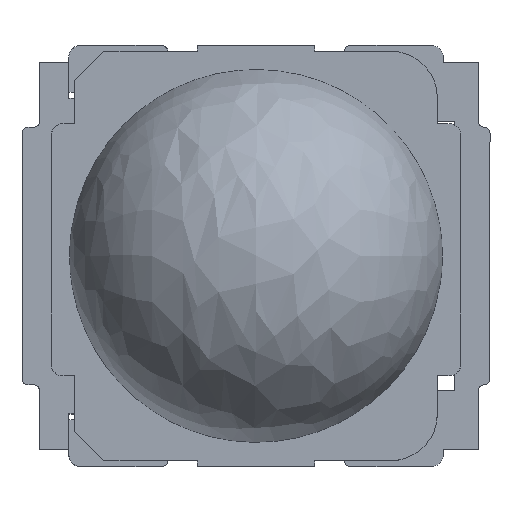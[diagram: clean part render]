
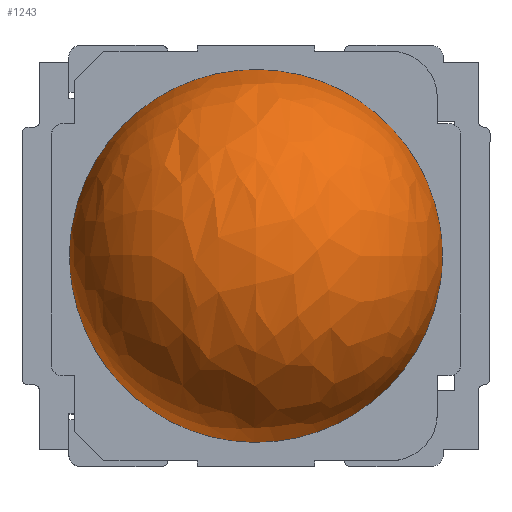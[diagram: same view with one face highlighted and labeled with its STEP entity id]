
A CAD part, top view. The second image highlights one B-rep face of the part: STEP entity #1243.
In plain terms, the highlighted free-form (B-spline) face has degree [3, 3] with [4, 4] control points.
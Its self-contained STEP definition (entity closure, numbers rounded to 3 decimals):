
#227 = CARTESIAN_POINT ( 'NONE',  ( -2.875, 0.669, -1.385 ) ) ;
#268 = B_SPLINE_CURVE_WITH_KNOTS ( 'NONE', 3,
 ( #2343, #1138, #2063, #3473, #2023, #2645, #3513, #824, #869, #3495, #2890, #1124, #1757, #2939, #2318, #1772, #1422, #860, #3244, #274, #3818, #1715, #883, #1453, #1185, #1161 ),
 .UNSPECIFIED., .F., .F.,
 ( 4, 2, 2, 2, 2, 2, 2, 2, 2, 2, 2, 2, 4 ),
 ( 0., 0.001, 0.001, 0.001, 0.002, 0.002, 0.003, 0.003, 0.003, 0.003, 0.004, 0.004, 0.005 ),
 .UNSPECIFIED. ) ;
#273 = CARTESIAN_POINT ( 'NONE',  ( 0.121, 0.459, 1.595 ) ) ;
#274 = CARTESIAN_POINT ( 'NONE',  ( -1.267, 0.6, -0.971 ) ) ;
#307 = CARTESIAN_POINT ( 'NONE',  ( 1.053, 0.6, -1.2 ) ) ;
#327 = CARTESIAN_POINT ( 'NONE',  ( 0.21, 0.6, -1.593 ) ) ;
#384 = ORIENTED_EDGE ( 'NONE', *, *, #3347, .F. ) ;
#814 = CARTESIAN_POINT ( 'NONE',  ( -2.875, 0.669, 1.385 ) ) ;
#824 = CARTESIAN_POINT ( 'NONE',  ( -1.2, 0.6, 1.052 ) ) ;
#859 = CARTESIAN_POINT ( 'NONE',  ( 2.496, 5.647, -1.385 ) ) ;
#860 = CARTESIAN_POINT ( 'NONE',  ( -1.432, 0.6, -0.706 ) ) ;
#868 = CARTESIAN_POINT ( 'NONE',  ( -0.121, 0.459, -1.595 ) ) ;
#869 = CARTESIAN_POINT ( 'NONE',  ( -1.268, 0.6, 0.97 ) ) ;
#883 = CARTESIAN_POINT ( 'NONE',  ( -0.803, 0.6, -1.392 ) ) ;
#923 = CARTESIAN_POINT ( 'NONE',  ( 0.973, 0.6, -1.265 ) ) ;
#936 = CARTESIAN_POINT ( 'NONE',  ( 1.383, 0.6, 0.797 ) ) ;
#964 = CARTESIAN_POINT ( 'NONE',  ( 0.98, 0.6, 1.273 ) ) ;
#965 = CARTESIAN_POINT ( 'NONE',  ( 0., 0.6, 1.593 ) ) ;
#1124 = CARTESIAN_POINT ( 'NONE',  ( -1.552, 0.6, 0.416 ) ) ;
#1137 = CARTESIAN_POINT ( 'NONE',  ( 0.121, 0.459, -1.595 ) ) ;
#1138 = CARTESIAN_POINT ( 'NONE',  ( -0.21, 0.6, 1.593 ) ) ;
#1147 = CARTESIAN_POINT ( 'NONE',  ( -2.496, 5.647, -1.385 ) ) ;
#1161 = CARTESIAN_POINT ( 'NONE',  ( 0., 0.6, -1.593 ) ) ;
#1185 = CARTESIAN_POINT ( 'NONE',  ( -0.21, 0.6, -1.593 ) ) ;
#1196 = CARTESIAN_POINT ( 'NONE',  ( 1.593, 0.6, -0.209 ) ) ;
#1222 = CARTESIAN_POINT ( 'NONE',  ( 1.268, 0.6, -0.97 ) ) ;
#1243 = ADVANCED_FACE ( 'NONE', ( #1580 ), #2156, .F. ) ;
#1422 = CARTESIAN_POINT ( 'NONE',  ( -1.511, 0.6, -0.514 ) ) ;
#1453 = CARTESIAN_POINT ( 'NONE',  ( -0.419, 0.6, -1.551 ) ) ;
#1482 = CARTESIAN_POINT ( 'NONE',  ( 0.707, 0.6, -1.431 ) ) ;
#1514 = EDGE_LOOP ( 'NONE', ( #2197, #384 ) ) ;
#1532 = CARTESIAN_POINT ( 'NONE',  ( 1.2, 0.6, 1.053 ) ) ;
#1580 = FACE_OUTER_BOUND ( 'NONE', #1514, .T. ) ;
#1715 = CARTESIAN_POINT ( 'NONE',  ( -0.98, 0.6, -1.273 ) ) ;
#1744 = CARTESIAN_POINT ( 'NONE',  ( 2.496, 5.647, 1.385 ) ) ;
#1757 = CARTESIAN_POINT ( 'NONE',  ( -1.593, 0.6, 0.209 ) ) ;
#1772 = CARTESIAN_POINT ( 'NONE',  ( -1.542, 0.6, -0.412 ) ) ;
#1788 = CARTESIAN_POINT ( 'NONE',  ( 0.419, 0.6, -1.551 ) ) ;
#1798 = CARTESIAN_POINT ( 'NONE',  ( 0., 0.6, -1.593 ) ) ;
#1811 = CARTESIAN_POINT ( 'NONE',  ( 1.432, 0.6, -0.706 ) ) ;
#1853 = CARTESIAN_POINT ( 'NONE',  ( 0.21, 0.6, 1.593 ) ) ;
#2023 = CARTESIAN_POINT ( 'NONE',  ( -0.8, 0.6, 1.382 ) ) ;
#2038 = CARTESIAN_POINT ( 'NONE',  ( -0.121, 0.459, 1.595 ) ) ;
#2063 = CARTESIAN_POINT ( 'NONE',  ( -0.419, 0.6, 1.551 ) ) ;
#2081 = CARTESIAN_POINT ( 'NONE',  ( 1.583, 0.6, 0.208 ) ) ;
#2122 = CARTESIAN_POINT ( 'NONE',  ( 1.432, 0.6, 0.706 ) ) ;
#2156 =( BOUNDED_SURFACE ( )  B_SPLINE_SURFACE ( 3, 3, ( 
 ( #1137, #2335, #3204, #868 ),
 ( #2316, #859, #1147, #227 ),
 ( #3494, #1744, #3511, #814 ),
 ( #273, #2286, #3796, #2038 ) ),
 .UNSPECIFIED., .F., .F., .F. ) 
 B_SPLINE_SURFACE_WITH_KNOTS ( ( 4, 4 ),
 ( 4, 4 ),
 ( 0., 1. ),
 ( 0., 1. ),
 .UNSPECIFIED. ) 
 GEOMETRIC_REPRESENTATION_ITEM ( )  RATIONAL_B_SPLINE_SURFACE ( (
 ( 1., 0.384, 0.384, 1.),
 ( 0.384, 0.147, 0.147, 0.384),
 ( 0.384, 0.147, 0.147, 0.384),
 ( 1., 0.384, 0.384, 1.) ) ) 
 REPRESENTATION_ITEM ( '' )  SURFACE ( )  );
#2197 = ORIENTED_EDGE ( 'NONE', *, *, #2803, .F. ) ;
#2286 = CARTESIAN_POINT ( 'NONE',  ( 0.105, 0.669, 1.595 ) ) ;
#2316 = CARTESIAN_POINT ( 'NONE',  ( 2.875, 0.669, -1.385 ) ) ;
#2318 = CARTESIAN_POINT ( 'NONE',  ( -1.583, 0.6, -0.208 ) ) ;
#2335 = CARTESIAN_POINT ( 'NONE',  ( 0.105, 0.669, -1.595 ) ) ;
#2343 = CARTESIAN_POINT ( 'NONE',  ( 0., 0.6, 1.593 ) ) ;
#2361 = CARTESIAN_POINT ( 'NONE',  ( 1.2, 0.6, -1.052 ) ) ;
#2443 = CARTESIAN_POINT ( 'NONE',  ( 1.267, 0.6, 0.971 ) ) ;
#2453 = CARTESIAN_POINT ( 'NONE',  ( 1.511, 0.6, 0.514 ) ) ;
#2645 = CARTESIAN_POINT ( 'NONE',  ( -0.973, 0.6, 1.265 ) ) ;
#2656 = VERTEX_POINT ( 'NONE', #965 ) ;
#2803 = EDGE_CURVE ( 'NONE', #2656, #3089, #268, .T. ) ;
#2890 = CARTESIAN_POINT ( 'NONE',  ( -1.432, 0.6, 0.706 ) ) ;
#2939 = CARTESIAN_POINT ( 'NONE',  ( -1.593, 0.6, -0.105 ) ) ;
#2943 = CARTESIAN_POINT ( 'NONE',  ( 1.552, 0.6, -0.416 ) ) ;
#2963 = CARTESIAN_POINT ( 'NONE',  ( 0.8, 0.6, -1.382 ) ) ;
#3039 = CARTESIAN_POINT ( 'NONE',  ( 0.419, 0.6, 1.551 ) ) ;
#3051 = CARTESIAN_POINT ( 'NONE',  ( 0., 0.6, -1.593 ) ) ;
#3089 = VERTEX_POINT ( 'NONE', #3051 ) ;
#3204 = CARTESIAN_POINT ( 'NONE',  ( -0.105, 0.669, -1.595 ) ) ;
#3231 = CARTESIAN_POINT ( 'NONE',  ( 1.593, 0.6, 0.105 ) ) ;
#3244 = CARTESIAN_POINT ( 'NONE',  ( -1.383, 0.6, -0.797 ) ) ;
#3292 = B_SPLINE_CURVE_WITH_KNOTS ( 'NONE', 3,
 ( #1798, #327, #1788, #1482, #2963, #923, #307, #2361, #1222, #3574, #1811, #2943, #1196, #3231, #2081, #3521, #2453, #2122, #936, #2443, #1532, #964, #3603, #3039, #1853, #3580 ),
 .UNSPECIFIED., .F., .F.,
 ( 4, 2, 2, 2, 2, 2, 2, 2, 2, 2, 2, 2, 4 ),
 ( 0.005, 0.006, 0.006, 0.006, 0.007, 0.007, 0.008, 0.008, 0.008, 0.008, 0.009, 0.009, 0.01 ),
 .UNSPECIFIED. ) ;
#3347 = EDGE_CURVE ( 'NONE', #3089, #2656, #3292, .T. ) ;
#3473 = CARTESIAN_POINT ( 'NONE',  ( -0.707, 0.6, 1.431 ) ) ;
#3494 = CARTESIAN_POINT ( 'NONE',  ( 2.875, 0.669, 1.385 ) ) ;
#3495 = CARTESIAN_POINT ( 'NONE',  ( -1.383, 0.6, 0.798 ) ) ;
#3511 = CARTESIAN_POINT ( 'NONE',  ( -2.496, 5.647, 1.385 ) ) ;
#3513 = CARTESIAN_POINT ( 'NONE',  ( -1.053, 0.6, 1.2 ) ) ;
#3521 = CARTESIAN_POINT ( 'NONE',  ( 1.542, 0.6, 0.412 ) ) ;
#3574 = CARTESIAN_POINT ( 'NONE',  ( 1.383, 0.6, -0.798 ) ) ;
#3580 = CARTESIAN_POINT ( 'NONE',  ( 0., 0.6, 1.593 ) ) ;
#3603 = CARTESIAN_POINT ( 'NONE',  ( 0.803, 0.6, 1.392 ) ) ;
#3796 = CARTESIAN_POINT ( 'NONE',  ( -0.105, 0.669, 1.595 ) ) ;
#3818 = CARTESIAN_POINT ( 'NONE',  ( -1.2, 0.6, -1.053 ) ) ;
